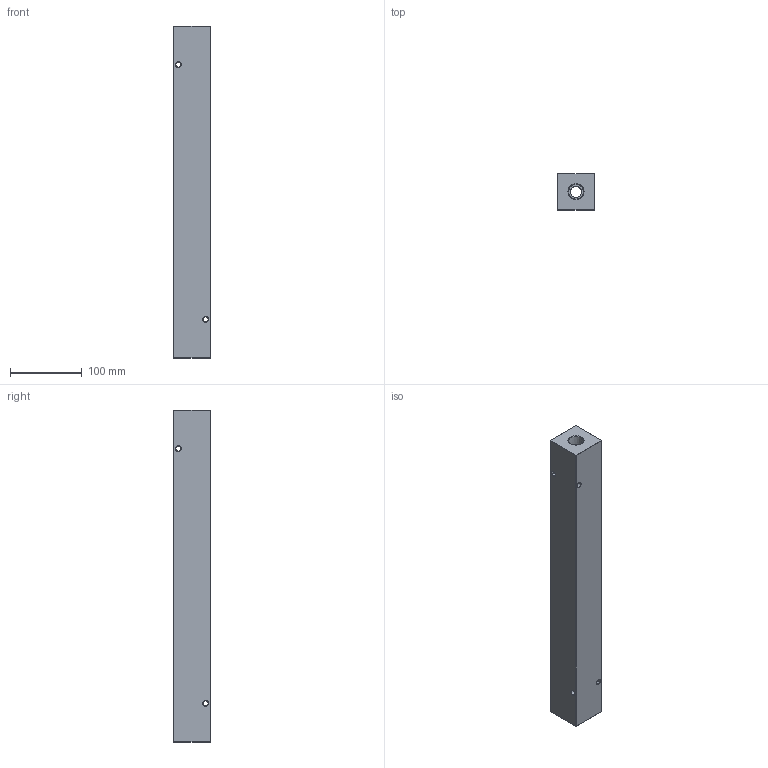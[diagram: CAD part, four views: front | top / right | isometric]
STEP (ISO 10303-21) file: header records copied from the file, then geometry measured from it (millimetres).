
FILE_DESCRIPTION (( 'STEP AP214' ), '1' );
FILE_NAME ('HM-9-0-P-8-6.STEP', '2020-02-28T19:01:19', ( '' ), ( '' ), 'SwSTEP 2.0', 'SolidWorks 2019', '' );
FILE_SCHEMA (( 'AUTOMOTIVE_DESIGN' ));
Length unit declared in the file: inch
Products named in the file (1): HM-9-0-P-8-6
Bounding box: 50.8 x 50.8 x 463.55 mm (x, y, z)
Volume: 1060412.1 mm3; surface area: 131304.6 mm2
Topology: 1 solids, 1 shells, 508 faces, 1320 edges, 858 vertices
Faces by surface type: plane 236, bspline 194, cone 42, cylinder 36
Entity records: 32022 total; most frequent: CARTESIAN_POINT 14477, ORIENTED_EDGE 2640, DIRECTION 1638, EDGE_CURVE 1320, VERTEX_POINT 858, VECTOR 788, LINE 788, EDGE_LOOP 584
